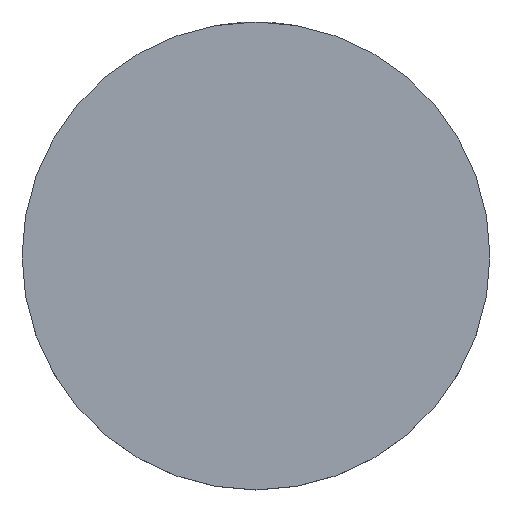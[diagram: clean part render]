
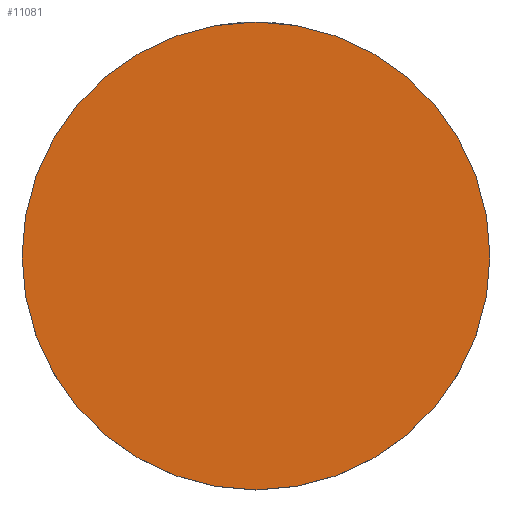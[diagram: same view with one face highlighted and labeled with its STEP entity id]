
A CAD part, top view. The second image highlights one B-rep face of the part: STEP entity #11081.
In plain terms, the highlighted planar face has unit normal (0, 0, 1).
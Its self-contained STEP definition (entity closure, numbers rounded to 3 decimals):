
#447 = VERTEX_POINT ( 'NONE', #11362 ) ;
#943 = DIRECTION ( 'NONE',  ( 1., 0., 0. ) ) ;
#1770 = VERTEX_POINT ( 'NONE', #5284 ) ;
#2200 = CIRCLE ( 'NONE', #7536, 600. ) ;
#2469 = EDGE_LOOP ( 'NONE', ( #11602, #7762 ) ) ;
#2962 = AXIS2_PLACEMENT_3D ( 'NONE', #5975, #10723, #10605 ) ;
#3404 = PLANE ( 'NONE',  #2962 ) ;
#4181 = FACE_OUTER_BOUND ( 'NONE', #2469, .T. ) ;
#4478 = DIRECTION ( 'NONE',  ( 0., 0., 1. ) ) ;
#5284 = CARTESIAN_POINT ( 'NONE',  ( 600., 0., 105. ) ) ;
#5975 = CARTESIAN_POINT ( 'NONE',  ( 0., 0., 105. ) ) ;
#6913 = EDGE_CURVE ( 'NONE', #447, #1770, #2200, .T. ) ;
#6969 = DIRECTION ( 'NONE',  ( 0., 0., 1. ) ) ;
#7536 = AXIS2_PLACEMENT_3D ( 'NONE', #7861, #6969, #10594 ) ;
#7762 = ORIENTED_EDGE ( 'NONE', *, *, #8291, .T. ) ;
#7861 = CARTESIAN_POINT ( 'NONE',  ( 0., 0., 105. ) ) ;
#8291 = EDGE_CURVE ( 'NONE', #1770, #447, #10950, .T. ) ;
#8868 = AXIS2_PLACEMENT_3D ( 'NONE', #9892, #4478, #943 ) ;
#9892 = CARTESIAN_POINT ( 'NONE',  ( 0., 0., 105. ) ) ;
#10594 = DIRECTION ( 'NONE',  ( 1., 0., 0. ) ) ;
#10605 = DIRECTION ( 'NONE',  ( 1., 0., 0. ) ) ;
#10723 = DIRECTION ( 'NONE',  ( 0., 0., 1. ) ) ;
#10950 = CIRCLE ( 'NONE', #8868, 600. ) ;
#11081 = ADVANCED_FACE ( 'NONE', ( #4181 ), #3404, .T. ) ;
#11362 = CARTESIAN_POINT ( 'NONE',  ( -600., 0., 105. ) ) ;
#11602 = ORIENTED_EDGE ( 'NONE', *, *, #6913, .T. ) ;
